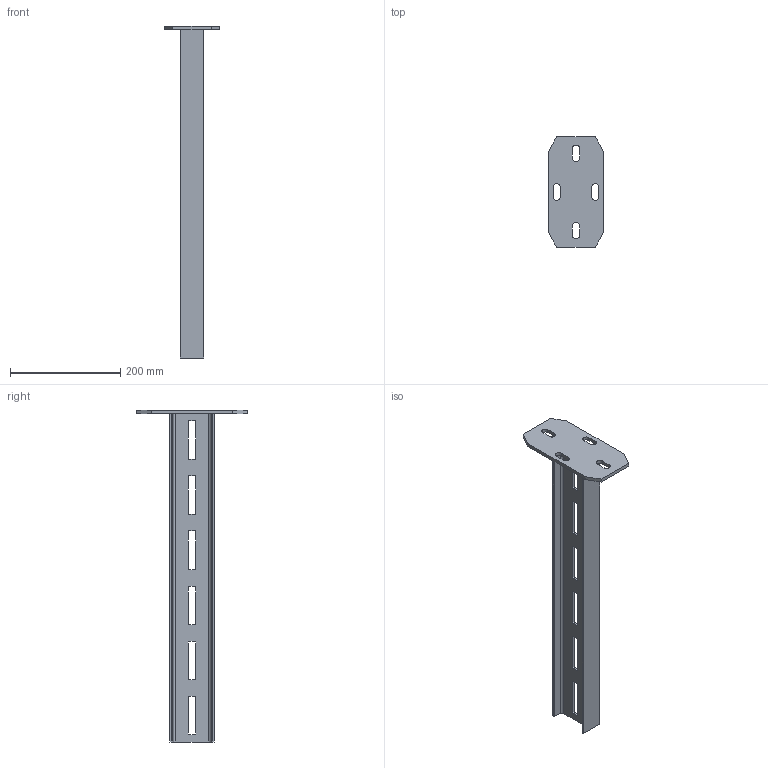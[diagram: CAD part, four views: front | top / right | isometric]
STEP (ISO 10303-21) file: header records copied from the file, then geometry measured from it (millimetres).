
FILE_DESCRIPTION (( 'STEP AP203' ), '1' );
FILE_NAME ('6361110_org.STEP', '2012-06-25T06:54:51', ( '' ), ( '' ), 'SwSTEP 2.0', 'SolidWorks 2012', '' );
FILE_SCHEMA (( 'CONFIG_CONTROL_DESIGN' ));
Length unit declared in the file: millimetre
Products named in the file (3): KTS 02.020-001; KTS 01.001-035-2000_L596; 6361110_org
Assembly tree (2 placements, depth 2):
  6361110_org
    KTS 01.001-035-2000_L596
    KTS 02.020-001
Bounding box: 100 x 200 x 602.5 mm (x, y, z)
Volume: 543938.1 mm3; surface area: 215178.7 mm2
Topology: 2 solids, 2 shells, 100 faces, 288 edges, 192 vertices
Faces by surface type: plane 56, cylinder 44
Entity records: 3645 total; most frequent: DIRECTION 586, CARTESIAN_POINT 585, ORIENTED_EDGE 576, EDGE_CURVE 288, VECTOR 200, LINE 200, AXIS2_PLACEMENT_3D 193, VERTEX_POINT 192
